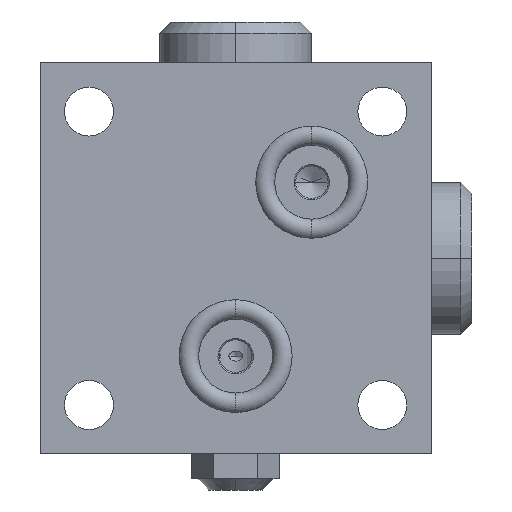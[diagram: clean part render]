
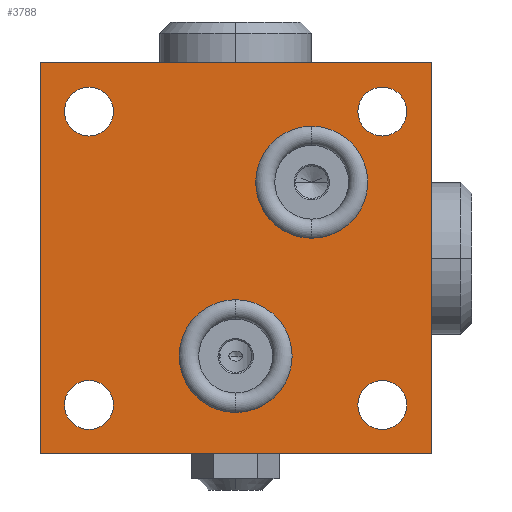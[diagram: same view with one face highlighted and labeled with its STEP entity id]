
A CAD part, front view. The second image highlights one B-rep face of the part: STEP entity #3788.
In plain terms, the highlighted planar face has unit normal (0, -1, 0).
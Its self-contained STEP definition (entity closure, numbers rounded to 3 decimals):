
#433=DIRECTION('',(1.,0.,0.));
#434=VECTOR('',#433,36.);
#435=CARTESIAN_POINT('',(-18.,-19.5,18.));
#436=LINE('',#435,#434);
#440=DIRECTION('',(0.,0.,-1.));
#441=VECTOR('',#440,36.);
#442=CARTESIAN_POINT('',(18.,-19.5,18.));
#443=LINE('',#442,#441);
#447=DIRECTION('',(-1.,0.,0.));
#448=VECTOR('',#447,36.);
#449=CARTESIAN_POINT('',(18.,-19.5,-18.));
#450=LINE('',#449,#448);
#454=DIRECTION('',(0.,0.,1.));
#455=VECTOR('',#454,36.);
#456=CARTESIAN_POINT('',(-18.,-19.5,-18.));
#457=LINE('',#456,#455);
#461=CARTESIAN_POINT('',(-13.5,-19.5,-13.5));
#462=DIRECTION('',(0.,1.,0.));
#463=DIRECTION('',(0.,0.,-1.));
#464=AXIS2_PLACEMENT_3D('',#461,#462,#463);
#469=CARTESIAN_POINT('',(-13.5,-19.5,-13.5));
#470=DIRECTION('',(0.,1.,0.));
#471=DIRECTION('',(0.,0.,1.));
#472=AXIS2_PLACEMENT_3D('',#469,#470,#471);
#477=CARTESIAN_POINT('',(13.5,-19.5,-13.5));
#478=DIRECTION('',(0.,1.,0.));
#479=DIRECTION('',(0.,0.,-1.));
#480=AXIS2_PLACEMENT_3D('',#477,#478,#479);
#485=CARTESIAN_POINT('',(13.5,-19.5,-13.5));
#486=DIRECTION('',(0.,1.,0.));
#487=DIRECTION('',(0.,0.,1.));
#488=AXIS2_PLACEMENT_3D('',#485,#486,#487);
#493=CARTESIAN_POINT('',(13.5,-19.5,13.5));
#494=DIRECTION('',(0.,1.,0.));
#495=DIRECTION('',(0.,0.,-1.));
#496=AXIS2_PLACEMENT_3D('',#493,#494,#495);
#501=CARTESIAN_POINT('',(13.5,-19.5,13.5));
#502=DIRECTION('',(0.,1.,0.));
#503=DIRECTION('',(0.,0.,1.));
#504=AXIS2_PLACEMENT_3D('',#501,#502,#503);
#509=CARTESIAN_POINT('',(-13.5,-19.5,13.5));
#510=DIRECTION('',(0.,1.,0.));
#511=DIRECTION('',(0.,0.,-1.));
#512=AXIS2_PLACEMENT_3D('',#509,#510,#511);
#517=CARTESIAN_POINT('',(-13.5,-19.5,13.5));
#518=DIRECTION('',(0.,1.,0.));
#519=DIRECTION('',(0.,0.,1.));
#520=AXIS2_PLACEMENT_3D('',#517,#518,#519);
#525=CARTESIAN_POINT('',(0.,-19.5,-9.));
#526=DIRECTION('',(0.,-1.,0.));
#527=DIRECTION('',(-1.,0.,0.));
#528=AXIS2_PLACEMENT_3D('',#525,#526,#527);
#533=CARTESIAN_POINT('',(0.,-19.5,-9.));
#534=DIRECTION('',(0.,-1.,0.));
#535=DIRECTION('',(1.,0.,0.));
#536=AXIS2_PLACEMENT_3D('',#533,#534,#535);
#541=CARTESIAN_POINT('',(7.,-19.5,7.));
#542=DIRECTION('',(0.,1.,0.));
#543=DIRECTION('',(0.,0.,1.));
#544=AXIS2_PLACEMENT_3D('',#541,#542,#543);
#549=CARTESIAN_POINT('',(7.,-19.5,7.));
#550=DIRECTION('',(0.,1.,0.));
#551=DIRECTION('',(0.,0.,-1.));
#552=AXIS2_PLACEMENT_3D('',#549,#550,#551);
#3075=CARTESIAN_POINT('',(-18.,-19.5,18.));
#3076=CARTESIAN_POINT('',(18.,-19.5,18.));
#3077=VERTEX_POINT('',#3075);
#3078=VERTEX_POINT('',#3076);
#3079=CARTESIAN_POINT('',(18.,-19.5,-18.));
#3080=VERTEX_POINT('',#3079);
#3081=CARTESIAN_POINT('',(-18.,-19.5,-18.));
#3082=VERTEX_POINT('',#3081);
#3123=CARTESIAN_POINT('',(-13.5,-19.5,-15.75));
#3124=CARTESIAN_POINT('',(-13.5,-19.5,-11.25));
#3125=VERTEX_POINT('',#3123);
#3126=VERTEX_POINT('',#3124);
#3127=CARTESIAN_POINT('',(13.5,-19.5,-15.75));
#3128=CARTESIAN_POINT('',(13.5,-19.5,-11.25));
#3129=VERTEX_POINT('',#3127);
#3130=VERTEX_POINT('',#3128);
#3131=CARTESIAN_POINT('',(13.5,-19.5,11.25));
#3132=CARTESIAN_POINT('',(13.5,-19.5,15.75));
#3133=VERTEX_POINT('',#3131);
#3134=VERTEX_POINT('',#3132);
#3135=CARTESIAN_POINT('',(-13.5,-19.5,11.25));
#3136=CARTESIAN_POINT('',(-13.5,-19.5,15.75));
#3137=VERTEX_POINT('',#3135);
#3138=VERTEX_POINT('',#3136);
#3201=CARTESIAN_POINT('',(-5.195,-19.5,-9.));
#3202=CARTESIAN_POINT('',(5.195,-19.5,-9.));
#3203=VERTEX_POINT('',#3201);
#3204=VERTEX_POINT('',#3202);
#3329=CARTESIAN_POINT('',(7.,-19.5,1.842));
#3330=VERTEX_POINT('',#3329);
#3331=CARTESIAN_POINT('',(7.,-19.5,12.158));
#3332=VERTEX_POINT('',#3331);
#3739=CARTESIAN_POINT('',(0.,-19.5,0.));
#3740=DIRECTION('',(0.,1.,0.));
#3741=DIRECTION('',(0.,0.,-1.));
#3742=AXIS2_PLACEMENT_3D('',#3739,#3740,#3741);
#3743=PLANE('',#3742);
#3745=ORIENTED_EDGE('',*,*,#3744,.T.);
#3747=ORIENTED_EDGE('',*,*,#3746,.T.);
#3749=ORIENTED_EDGE('',*,*,#3748,.T.);
#3751=ORIENTED_EDGE('',*,*,#3750,.T.);
#3752=EDGE_LOOP('',(#3745,#3747,#3749,#3751));
#3753=FACE_OUTER_BOUND('',#3752,.F.);
#3755=ORIENTED_EDGE('',*,*,#3754,.F.);
#3757=ORIENTED_EDGE('',*,*,#3756,.F.);
#3758=EDGE_LOOP('',(#3755,#3757));
#3759=FACE_BOUND('',#3758,.F.);
#3761=ORIENTED_EDGE('',*,*,#3760,.F.);
#3763=ORIENTED_EDGE('',*,*,#3762,.F.);
#3764=EDGE_LOOP('',(#3761,#3763));
#3765=FACE_BOUND('',#3764,.F.);
#3767=ORIENTED_EDGE('',*,*,#3766,.F.);
#3769=ORIENTED_EDGE('',*,*,#3768,.F.);
#3770=EDGE_LOOP('',(#3767,#3769));
#3771=FACE_BOUND('',#3770,.F.);
#3773=ORIENTED_EDGE('',*,*,#3772,.F.);
#3775=ORIENTED_EDGE('',*,*,#3774,.F.);
#3776=EDGE_LOOP('',(#3773,#3775));
#3777=FACE_BOUND('',#3776,.F.);
#3778=ORIENTED_EDGE('',*,*,#3481,.T.);
#3779=ORIENTED_EDGE('',*,*,#3416,.T.);
#3780=EDGE_LOOP('',(#3778,#3779));
#3781=FACE_BOUND('',#3780,.F.);
#3783=ORIENTED_EDGE('',*,*,#3782,.F.);
#3785=ORIENTED_EDGE('',*,*,#3784,.F.);
#3786=EDGE_LOOP('',(#3783,#3785));
#3787=FACE_BOUND('',#3786,.F.);
#465=CIRCLE('',#464,2.25);
#473=CIRCLE('',#472,2.25);
#481=CIRCLE('',#480,2.25);
#489=CIRCLE('',#488,2.25);
#497=CIRCLE('',#496,2.25);
#505=CIRCLE('',#504,2.25);
#513=CIRCLE('',#512,2.25);
#521=CIRCLE('',#520,2.25);
#529=CIRCLE('',#528,5.195);
#537=CIRCLE('',#536,5.195);
#545=CIRCLE('',#544,5.158);
#553=CIRCLE('',#552,5.158);
#3416=EDGE_CURVE('',#3204,#3203,#537,.T.);
#3481=EDGE_CURVE('',#3203,#3204,#529,.T.);
#3744=EDGE_CURVE('',#3077,#3078,#436,.T.);
#3746=EDGE_CURVE('',#3078,#3080,#443,.T.);
#3748=EDGE_CURVE('',#3080,#3082,#450,.T.);
#3750=EDGE_CURVE('',#3082,#3077,#457,.T.);
#3754=EDGE_CURVE('',#3125,#3126,#465,.T.);
#3756=EDGE_CURVE('',#3126,#3125,#473,.T.);
#3760=EDGE_CURVE('',#3129,#3130,#481,.T.);
#3762=EDGE_CURVE('',#3130,#3129,#489,.T.);
#3766=EDGE_CURVE('',#3133,#3134,#497,.T.);
#3768=EDGE_CURVE('',#3134,#3133,#505,.T.);
#3772=EDGE_CURVE('',#3137,#3138,#513,.T.);
#3774=EDGE_CURVE('',#3138,#3137,#521,.T.);
#3782=EDGE_CURVE('',#3332,#3330,#545,.T.);
#3784=EDGE_CURVE('',#3330,#3332,#553,.T.);
#3788=ADVANCED_FACE('',(#3753,#3759,#3765,#3771,#3777,#3781,#3787),#3743,.F.);
